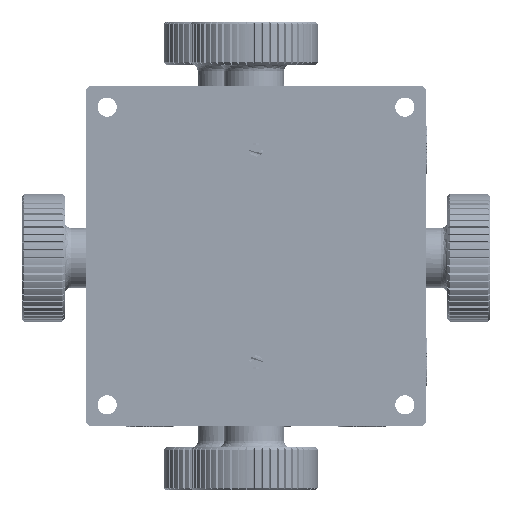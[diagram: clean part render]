
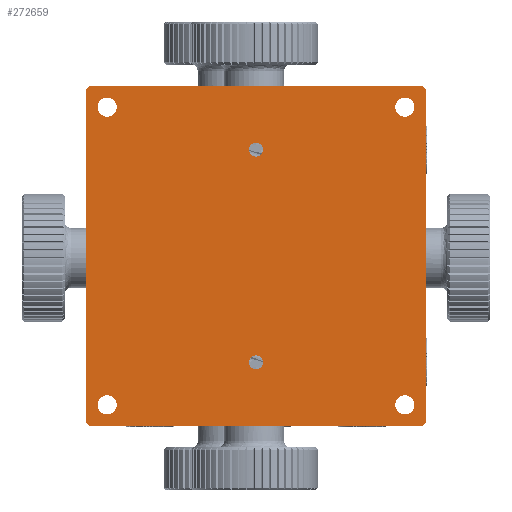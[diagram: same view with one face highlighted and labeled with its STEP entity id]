
A CAD part, front view. The second image highlights one B-rep face of the part: STEP entity #272659.
In plain terms, the highlighted planar face has unit normal (0, -1, 0).
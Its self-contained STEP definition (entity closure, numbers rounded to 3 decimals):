
#6308 = EDGE_CURVE ( 'NONE', #371160, #371160, #81846, .T. ) ;
#8287 = LINE ( 'NONE', #358077, #284822 ) ;
#14437 = LINE ( 'NONE', #130230, #121141 ) ;
#14776 = EDGE_LOOP ( 'NONE', ( #375133, #224116, #443505, #465167, #162694, #180645, #385012, #314426 ) ) ;
#20247 = DIRECTION ( 'NONE',  ( 0., 0., 1. ) ) ;
#30575 = DIRECTION ( 'NONE',  ( 0., 1., 0. ) ) ;
#35142 = FACE_BOUND ( 'NONE', #466718, .T. ) ;
#37263 = VERTEX_POINT ( 'NONE', #269505 ) ;
#42595 = DIRECTION ( 'NONE',  ( 0., -1., 0. ) ) ;
#47947 = AXIS2_PLACEMENT_3D ( 'NONE', #159787, #434083, #48948 ) ;
#48948 = DIRECTION ( 'NONE',  ( 0., 0., 1. ) ) ;
#64101 = LINE ( 'NONE', #257813, #83611 ) ;
#67138 = CARTESIAN_POINT ( 'NONE',  ( -9., -6., 10. ) ) ;
#80401 = FACE_BOUND ( 'NONE', #247292, .T. ) ;
#81846 = CIRCLE ( 'NONE', #226504, 2.25 ) ;
#83611 = VECTOR ( 'NONE', #484496, 1000. ) ;
#90783 = EDGE_CURVE ( 'NONE', #108103, #108103, #401483, .T. ) ;
#93207 = CARTESIAN_POINT ( 'NONE',  ( 65., -6., -65. ) ) ;
#94520 = VERTEX_POINT ( 'NONE', #96983 ) ;
#94760 = EDGE_LOOP ( 'NONE', ( #302275 ) ) ;
#96983 = CARTESIAN_POINT ( 'NONE',  ( 65., -6., 7.25 ) ) ;
#100285 = LINE ( 'NONE', #286548, #224472 ) ;
#101261 = ORIENTED_EDGE ( 'NONE', *, *, #6308, .T. ) ;
#101981 = EDGE_CURVE ( 'NONE', #207599, #37263, #309664, .T. ) ;
#104866 = EDGE_CURVE ( 'NONE', #454640, #106145, #8287, .T. ) ;
#106145 = VERTEX_POINT ( 'NONE', #488609 ) ;
#108103 = VERTEX_POINT ( 'NONE', #188529 ) ;
#112157 = DIRECTION ( 'NONE',  ( -0.707, 0., 0.707 ) ) ;
#113735 = CARTESIAN_POINT ( 'NONE',  ( -5., -6., 5. ) ) ;
#118175 = FACE_BOUND ( 'NONE', #215011, .T. ) ;
#121141 = VECTOR ( 'NONE', #245914, 1000. ) ;
#130230 = CARTESIAN_POINT ( 'NONE',  ( -10., -6., 10. ) ) ;
#133562 = AXIS2_PLACEMENT_3D ( 'NONE', #387491, #42595, #349680 ) ;
#138827 = CARTESIAN_POINT ( 'NONE',  ( 30., -6., -55. ) ) ;
#140680 = CIRCLE ( 'NONE', #317469, 2.25 ) ;
#141296 = DIRECTION ( 'NONE',  ( 0., 1., 0. ) ) ;
#142090 = CARTESIAN_POINT ( 'NONE',  ( 65., -6., -62.75 ) ) ;
#143616 = EDGE_CURVE ( 'NONE', #37263, #498405, #386449, .T. ) ;
#159787 = CARTESIAN_POINT ( 'NONE',  ( 65., -6., 5. ) ) ;
#162694 = ORIENTED_EDGE ( 'NONE', *, *, #347764, .T. ) ;
#163999 = ORIENTED_EDGE ( 'NONE', *, *, #291359, .T. ) ;
#180645 = ORIENTED_EDGE ( 'NONE', *, *, #498381, .T. ) ;
#181107 = EDGE_CURVE ( 'NONE', #106145, #286314, #14437, .T. ) ;
#181611 = DIRECTION ( 'NONE',  ( 0., 0., 1. ) ) ;
#182360 = AXIS2_PLACEMENT_3D ( 'NONE', #138827, #141296, #299730 ) ;
#188529 = CARTESIAN_POINT ( 'NONE',  ( -5., -6., 7.25 ) ) ;
#189566 = VERTEX_POINT ( 'NONE', #263226 ) ;
#190088 = CARTESIAN_POINT ( 'NONE',  ( 70., -6., 9. ) ) ;
#192307 = CARTESIAN_POINT ( 'NONE',  ( 30., -6., -3.35 ) ) ;
#193776 = EDGE_CURVE ( 'NONE', #498405, #454640, #416019, .T. ) ;
#193868 = CARTESIAN_POINT ( 'NONE',  ( 70., -6., 10. ) ) ;
#194711 = LINE ( 'NONE', #272732, #369175 ) ;
#207599 = VERTEX_POINT ( 'NONE', #436535 ) ;
#215011 = EDGE_LOOP ( 'NONE', ( #163999 ) ) ;
#220008 = CARTESIAN_POINT ( 'NONE',  ( 69., -6., 10. ) ) ;
#224116 = ORIENTED_EDGE ( 'NONE', *, *, #104866, .T. ) ;
#224472 = VECTOR ( 'NONE', #369566, 1000. ) ;
#226504 = AXIS2_PLACEMENT_3D ( 'NONE', #93207, #246660, #286894 ) ;
#233841 = FACE_OUTER_BOUND ( 'NONE', #14776, .T. ) ;
#237533 = EDGE_CURVE ( 'NONE', #459850, #459850, #359195, .T. ) ;
#243433 = CIRCLE ( 'NONE', #267470, 1.65 ) ;
#245914 = DIRECTION ( 'NONE',  ( 0., 0., -1. ) ) ;
#246660 = DIRECTION ( 'NONE',  ( 0., 1., 0. ) ) ;
#247292 = EDGE_LOOP ( 'NONE', ( #257650 ) ) ;
#251680 = EDGE_CURVE ( 'NONE', #286314, #189566, #194711, .T. ) ;
#257650 = ORIENTED_EDGE ( 'NONE', *, *, #373986, .T. ) ;
#257813 = CARTESIAN_POINT ( 'NONE',  ( 69., -6., -70. ) ) ;
#263226 = CARTESIAN_POINT ( 'NONE',  ( -9., -6., -70. ) ) ;
#264131 = FACE_BOUND ( 'NONE', #279603, .T. ) ;
#264912 = DIRECTION ( 'NONE',  ( -1., 0., 0. ) ) ;
#267470 = AXIS2_PLACEMENT_3D ( 'NONE', #367571, #370061, #20247 ) ;
#269505 = CARTESIAN_POINT ( 'NONE',  ( 70., -6., 9. ) ) ;
#271622 = FACE_BOUND ( 'NONE', #94760, .T. ) ;
#272659 = ADVANCED_FACE ( 'NONE', ( #233841, #118175, #425220, #271622, #264131, #35142, #80401 ), #379996, .T. ) ;
#272732 = CARTESIAN_POINT ( 'NONE',  ( -10., -6., -69. ) ) ;
#278091 = CARTESIAN_POINT ( 'NONE',  ( 69., -6., -70. ) ) ;
#279603 = EDGE_LOOP ( 'NONE', ( #304226 ) ) ;
#284822 = VECTOR ( 'NONE', #315347, 1000. ) ;
#286314 = VERTEX_POINT ( 'NONE', #363704 ) ;
#286548 = CARTESIAN_POINT ( 'NONE',  ( 70., -6., -70. ) ) ;
#286894 = DIRECTION ( 'NONE',  ( 0., 0., 1. ) ) ;
#291359 = EDGE_CURVE ( 'NONE', #94520, #94520, #344320, .T. ) ;
#299730 = DIRECTION ( 'NONE',  ( 0., 0., 1. ) ) ;
#302275 = ORIENTED_EDGE ( 'NONE', *, *, #381275, .T. ) ;
#303698 = CARTESIAN_POINT ( 'NONE',  ( 30., -6., -53.35 ) ) ;
#304226 = ORIENTED_EDGE ( 'NONE', *, *, #90783, .T. ) ;
#309664 = LINE ( 'NONE', #193868, #324403 ) ;
#310513 = DIRECTION ( 'NONE',  ( 0.707, 0., -0.707 ) ) ;
#314426 = ORIENTED_EDGE ( 'NONE', *, *, #143616, .T. ) ;
#315347 = DIRECTION ( 'NONE',  ( -0.707, 0., -0.707 ) ) ;
#317469 = AXIS2_PLACEMENT_3D ( 'NONE', #405758, #30575, #181611 ) ;
#322976 = VERTEX_POINT ( 'NONE', #471654 ) ;
#324403 = VECTOR ( 'NONE', #339948, 1000. ) ;
#329182 = AXIS2_PLACEMENT_3D ( 'NONE', #113735, #491386, #378046 ) ;
#339484 = VECTOR ( 'NONE', #112157, 1000. ) ;
#339948 = DIRECTION ( 'NONE',  ( 0., 0., 1. ) ) ;
#344320 = CIRCLE ( 'NONE', #47947, 2.25 ) ;
#347764 = EDGE_CURVE ( 'NONE', #189566, #377727, #100285, .T. ) ;
#349680 = DIRECTION ( 'NONE',  ( 0., 0., -1. ) ) ;
#358077 = CARTESIAN_POINT ( 'NONE',  ( -9., -6., 10. ) ) ;
#359195 = CIRCLE ( 'NONE', #182360, 1.65 ) ;
#363704 = CARTESIAN_POINT ( 'NONE',  ( -10., -6., -69. ) ) ;
#367571 = CARTESIAN_POINT ( 'NONE',  ( 30., -6., -5. ) ) ;
#369175 = VECTOR ( 'NONE', #310513, 1000. ) ;
#369566 = DIRECTION ( 'NONE',  ( 1., 0., 0. ) ) ;
#370061 = DIRECTION ( 'NONE',  ( 0., 1., 0. ) ) ;
#371160 = VERTEX_POINT ( 'NONE', #142090 ) ;
#373986 = EDGE_CURVE ( 'NONE', #383677, #383677, #243433, .T. ) ;
#375133 = ORIENTED_EDGE ( 'NONE', *, *, #193776, .T. ) ;
#377727 = VERTEX_POINT ( 'NONE', #278091 ) ;
#378046 = DIRECTION ( 'NONE',  ( 0., 0., 1. ) ) ;
#379996 = PLANE ( 'NONE',  #133562 ) ;
#381275 = EDGE_CURVE ( 'NONE', #322976, #322976, #140680, .T. ) ;
#383677 = VERTEX_POINT ( 'NONE', #192307 ) ;
#385012 = ORIENTED_EDGE ( 'NONE', *, *, #101981, .T. ) ;
#386449 = LINE ( 'NONE', #190088, #339484 ) ;
#387491 = CARTESIAN_POINT ( 'NONE',  ( 70., -6., 10. ) ) ;
#401483 = CIRCLE ( 'NONE', #329182, 2.25 ) ;
#405758 = CARTESIAN_POINT ( 'NONE',  ( -5., -6., -65. ) ) ;
#416019 = LINE ( 'NONE', #479868, #495636 ) ;
#419363 = EDGE_LOOP ( 'NONE', ( #101261 ) ) ;
#425220 = FACE_BOUND ( 'NONE', #419363, .T. ) ;
#434083 = DIRECTION ( 'NONE',  ( 0., 1., 0. ) ) ;
#436535 = CARTESIAN_POINT ( 'NONE',  ( 70., -6., -69. ) ) ;
#443296 = ORIENTED_EDGE ( 'NONE', *, *, #237533, .T. ) ;
#443505 = ORIENTED_EDGE ( 'NONE', *, *, #181107, .T. ) ;
#454640 = VERTEX_POINT ( 'NONE', #67138 ) ;
#459850 = VERTEX_POINT ( 'NONE', #303698 ) ;
#465167 = ORIENTED_EDGE ( 'NONE', *, *, #251680, .T. ) ;
#466718 = EDGE_LOOP ( 'NONE', ( #443296 ) ) ;
#471654 = CARTESIAN_POINT ( 'NONE',  ( -5., -6., -62.75 ) ) ;
#479868 = CARTESIAN_POINT ( 'NONE',  ( 70., -6., 10. ) ) ;
#484496 = DIRECTION ( 'NONE',  ( 0.707, 0., 0.707 ) ) ;
#488609 = CARTESIAN_POINT ( 'NONE',  ( -10., -6., 9. ) ) ;
#491386 = DIRECTION ( 'NONE',  ( 0., 1., 0. ) ) ;
#495636 = VECTOR ( 'NONE', #264912, 1000. ) ;
#498381 = EDGE_CURVE ( 'NONE', #377727, #207599, #64101, .T. ) ;
#498405 = VERTEX_POINT ( 'NONE', #220008 ) ;
